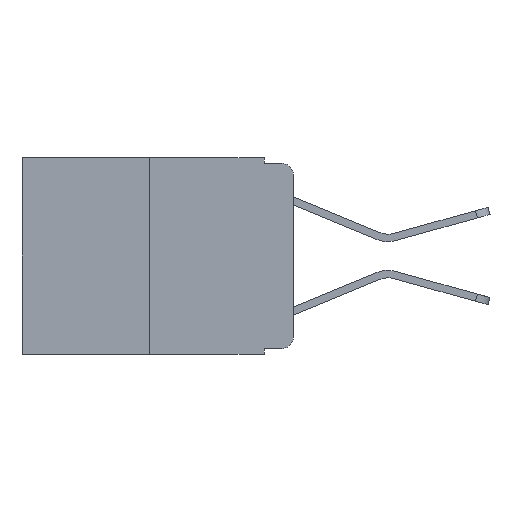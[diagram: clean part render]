
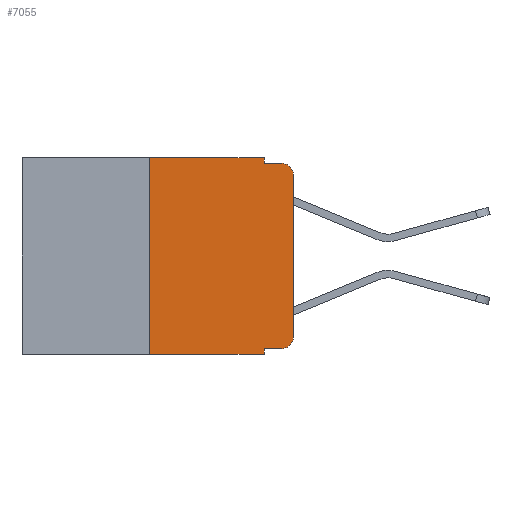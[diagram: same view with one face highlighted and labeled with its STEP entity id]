
A CAD part, left-side view. The second image highlights one B-rep face of the part: STEP entity #7055.
In plain terms, the highlighted planar face has unit normal (-1, 0, 0).
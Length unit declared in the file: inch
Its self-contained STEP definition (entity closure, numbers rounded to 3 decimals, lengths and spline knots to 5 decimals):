
#26 = CARTESIAN_POINT ( 'NONE',  ( 0., 0.02, -0.333 ) ) ;
#154 = DIRECTION ( 'NONE',  ( 0., 0., -1. ) ) ;
#325 = ORIENTED_EDGE ( 'NONE', *, *, #14415, .T. ) ;
#359 = LINE ( 'NONE', #5657, #22224 ) ;
#475 = EDGE_LOOP ( 'NONE', ( #19793, #325, #3836, #782, #9186, #16155, #2684, #19987, #16170, #19240 ) ) ;
#782 = ORIENTED_EDGE ( 'NONE', *, *, #21713, .F. ) ;
#847 = DIRECTION ( 'NONE',  ( 0., -1., 0. ) ) ;
#848 = DIRECTION ( 'NONE',  ( 0., -1., 0. ) ) ;
#1275 = VERTEX_POINT ( 'NONE', #5839 ) ;
#1527 = AXIS2_PLACEMENT_3D ( 'NONE', #2984, #20569, #10274 ) ;
#1542 = LINE ( 'NONE', #16918, #10106 ) ;
#1756 = EDGE_CURVE ( 'NONE', #3514, #7577, #13660, .T. ) ;
#2684 = ORIENTED_EDGE ( 'NONE', *, *, #14042, .T. ) ;
#2913 = VERTEX_POINT ( 'NONE', #9109 ) ;
#2984 = CARTESIAN_POINT ( 'NONE',  ( 0., 0.473, 0. ) ) ;
#3231 = AXIS2_PLACEMENT_3D ( 'NONE', #21397, #11145, #154 ) ;
#3514 = VERTEX_POINT ( 'NONE', #12873 ) ;
#3743 = CARTESIAN_POINT ( 'NONE',  ( 0., 0.02, -0.01 ) ) ;
#3836 = ORIENTED_EDGE ( 'NONE', *, *, #17125, .F. ) ;
#4124 = VECTOR ( 'NONE', #847, 39.37008 ) ;
#4999 = LINE ( 'NONE', #19239, #18434 ) ;
#5657 = CARTESIAN_POINT ( 'NONE',  ( 0., 0.051, 0. ) ) ;
#5839 = CARTESIAN_POINT ( 'NONE',  ( 0., 0.051, -0.01 ) ) ;
#6135 = VERTEX_POINT ( 'NONE', #3743 ) ;
#6287 = CARTESIAN_POINT ( 'NONE',  ( 0., 0.051, -0.01 ) ) ;
#6339 = DIRECTION ( 'NONE',  ( 0., 0., 1. ) ) ;
#6748 = CARTESIAN_POINT ( 'NONE',  ( 0., 0.25, 0. ) ) ;
#6775 = CARTESIAN_POINT ( 'NONE',  ( 0., 0., -0.03 ) ) ;
#7055 = ADVANCED_FACE ( 'NONE', ( #17694 ), #15404, .F. ) ;
#7104 = DIRECTION ( 'NONE',  ( 0., 0., -1. ) ) ;
#7215 = CARTESIAN_POINT ( 'NONE',  ( 0., 0.02, -0.313 ) ) ;
#7498 = DIRECTION ( 'NONE',  ( 0., 0., -1. ) ) ;
#7577 = VERTEX_POINT ( 'NONE', #21813 ) ;
#7735 = VECTOR ( 'NONE', #8112, 39.37008 ) ;
#8112 = DIRECTION ( 'NONE',  ( 0., -1., 0. ) ) ;
#8562 = EDGE_CURVE ( 'NONE', #22371, #14178, #13425, .T. ) ;
#9001 = DIRECTION ( 'NONE',  ( 0., 0., -1. ) ) ;
#9005 = VECTOR ( 'NONE', #6339, 39.37008 ) ;
#9109 = CARTESIAN_POINT ( 'NONE',  ( 0., 0.051, -0.333 ) ) ;
#9186 = ORIENTED_EDGE ( 'NONE', *, *, #21950, .F. ) ;
#9501 = LINE ( 'NONE', #22001, #4124 ) ;
#10106 = VECTOR ( 'NONE', #848, 39.37008 ) ;
#10274 = DIRECTION ( 'NONE',  ( 0., 0., -1. ) ) ;
#11145 = DIRECTION ( 'NONE',  ( -1., 0., 0. ) ) ;
#11251 = VERTEX_POINT ( 'NONE', #20973 ) ;
#11642 = LINE ( 'NONE', #13225, #15112 ) ;
#12873 = CARTESIAN_POINT ( 'NONE',  ( 0., 0.25, -0.343 ) ) ;
#13225 = CARTESIAN_POINT ( 'NONE',  ( 0., 0.051, -0.333 ) ) ;
#13425 = LINE ( 'NONE', #16256, #17423 ) ;
#13660 = LINE ( 'NONE', #6748, #9005 ) ;
#13685 = EDGE_CURVE ( 'NONE', #2913, #11251, #359, .T. ) ;
#14042 = EDGE_CURVE ( 'NONE', #3514, #11251, #1542, .T. ) ;
#14178 = VERTEX_POINT ( 'NONE', #6775 ) ;
#14415 = EDGE_CURVE ( 'NONE', #14178, #6135, #15763, .T. ) ;
#15112 = VECTOR ( 'NONE', #16665, 39.37008 ) ;
#15404 = PLANE ( 'NONE',  #1527 ) ;
#15763 = CIRCLE ( 'NONE', #3231, 0.02 ) ;
#16033 = AXIS2_PLACEMENT_3D ( 'NONE', #7215, #19342, #9001 ) ;
#16155 = ORIENTED_EDGE ( 'NONE', *, *, #1756, .F. ) ;
#16170 = ORIENTED_EDGE ( 'NONE', *, *, #17667, .T. ) ;
#16256 = CARTESIAN_POINT ( 'NONE',  ( 0., 0., 0. ) ) ;
#16665 = DIRECTION ( 'NONE',  ( 0., -1., 0. ) ) ;
#16902 = CARTESIAN_POINT ( 'NONE',  ( 0., 0., -0.313 ) ) ;
#16918 = CARTESIAN_POINT ( 'NONE',  ( 0., 0.473, -0.343 ) ) ;
#17125 = EDGE_CURVE ( 'NONE', #1275, #6135, #21518, .T. ) ;
#17423 = VECTOR ( 'NONE', #21491, 39.37008 ) ;
#17567 = VERTEX_POINT ( 'NONE', #19722 ) ;
#17667 = EDGE_CURVE ( 'NONE', #2913, #20633, #11642, .T. ) ;
#17694 = FACE_OUTER_BOUND ( 'NONE', #475, .T. ) ;
#18434 = VECTOR ( 'NONE', #7104, 39.37008 ) ;
#19239 = CARTESIAN_POINT ( 'NONE',  ( 0., 0.051, 0. ) ) ;
#19240 = ORIENTED_EDGE ( 'NONE', *, *, #21119, .T. ) ;
#19342 = DIRECTION ( 'NONE',  ( -1., 0., 0. ) ) ;
#19722 = CARTESIAN_POINT ( 'NONE',  ( 0., 0.051, 0. ) ) ;
#19793 = ORIENTED_EDGE ( 'NONE', *, *, #8562, .T. ) ;
#19987 = ORIENTED_EDGE ( 'NONE', *, *, #13685, .F. ) ;
#20569 = DIRECTION ( 'NONE',  ( 1., 0., 0. ) ) ;
#20633 = VERTEX_POINT ( 'NONE', #26 ) ;
#20973 = CARTESIAN_POINT ( 'NONE',  ( 0., 0.051, -0.343 ) ) ;
#21119 = EDGE_CURVE ( 'NONE', #20633, #22371, #21145, .T. ) ;
#21145 = CIRCLE ( 'NONE', #16033, 0.02 ) ;
#21397 = CARTESIAN_POINT ( 'NONE',  ( 0., 0.02, -0.03 ) ) ;
#21491 = DIRECTION ( 'NONE',  ( 0., 0., 1. ) ) ;
#21518 = LINE ( 'NONE', #6287, #7735 ) ;
#21713 = EDGE_CURVE ( 'NONE', #17567, #1275, #4999, .T. ) ;
#21813 = CARTESIAN_POINT ( 'NONE',  ( 0., 0.25, 0. ) ) ;
#21950 = EDGE_CURVE ( 'NONE', #7577, #17567, #9501, .T. ) ;
#22001 = CARTESIAN_POINT ( 'NONE',  ( 0., 0.473, 0. ) ) ;
#22224 = VECTOR ( 'NONE', #7498, 39.37008 ) ;
#22371 = VERTEX_POINT ( 'NONE', #16902 ) ;
